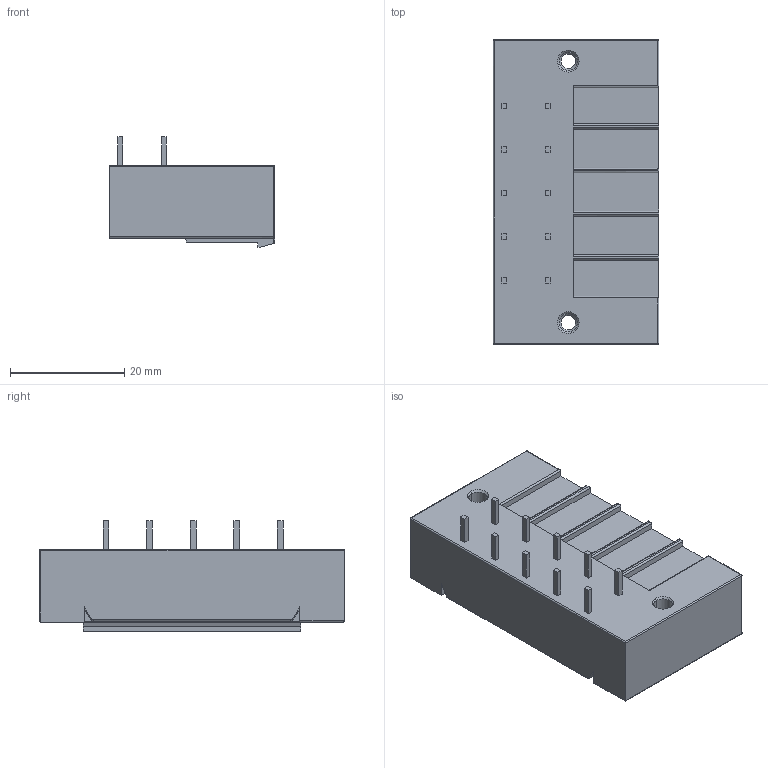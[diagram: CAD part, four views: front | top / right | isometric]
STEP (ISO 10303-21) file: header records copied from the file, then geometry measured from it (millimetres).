
FILE_DESCRIPTION((''),'2;1');
FILE_NAME('TLPHW-516R-','2024-09-11T15:59:58',('sheji'),(''),'CREO PARAMETRIC BY PTC INC, 2018100','CREO PARAMETRIC BY PTC INC, 2018100','');
FILE_SCHEMA(('CONFIG_CONTROL_DESIGN'));
Length unit declared in the file: millimetre
Products named in the file (1): TLPHW-516R-
Bounding box: 29 x 53.34 x 19.29 mm (x, y, z)
Volume: 14231.4 mm3; surface area: 9273.7 mm2
Topology: 1 solids, 1 shells, 468 faces, 1264 edges, 826 vertices
Faces by surface type: plane 329, cylinder 112, cone 20, sphere 5, torus 2
Entity records: 14669 total; most frequent: CARTESIAN_POINT 2705, ORIENTED_EDGE 2528, DIRECTION 2395, EDGE_CURVE 1264, VECTOR 1015, LINE 1015, VERTEX_POINT 826, AXIS2_PLACEMENT_3D 690
